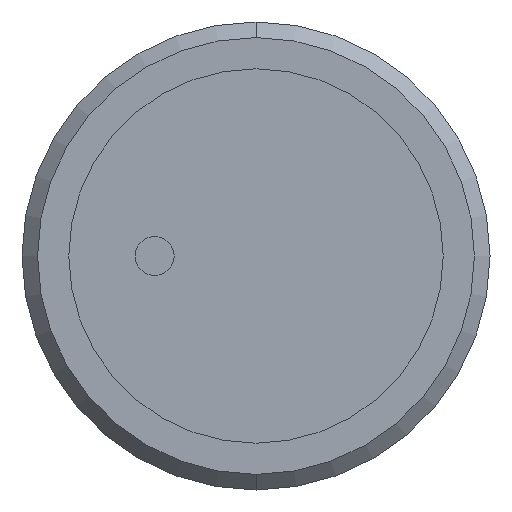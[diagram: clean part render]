
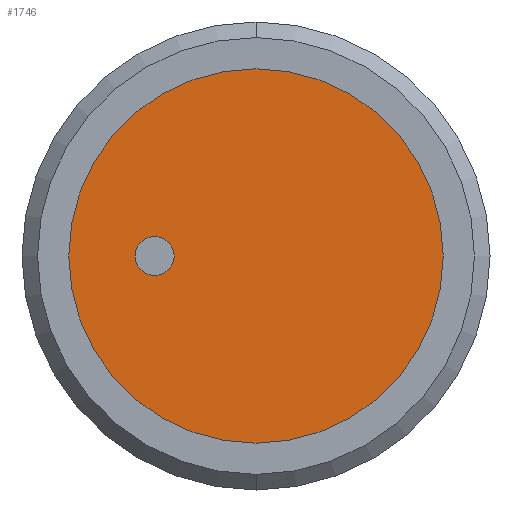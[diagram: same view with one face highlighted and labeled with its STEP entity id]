
A CAD part, front view. The second image highlights one B-rep face of the part: STEP entity #1746.
In plain terms, the highlighted planar face has unit normal (0, -1, 0).
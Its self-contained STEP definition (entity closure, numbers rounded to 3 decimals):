
#24 = CIRCLE ( 'NONE', #449, 1.25 ) ;
#49 = CIRCLE ( 'NONE', #414, 13.7 ) ;
#90 = CIRCLE ( 'NONE', #415, 1.25 ) ;
#161 = FACE_OUTER_BOUND ( 'NONE', #1162, .T. ) ;
#192 = FACE_BOUND ( 'NONE', #1287, .T. ) ;
#237 = CIRCLE ( 'NONE', #432, 13.7 ) ;
#366 = AXIS2_PLACEMENT_3D ( 'NONE', #1992, #1980, #1979 ) ;
#414 = AXIS2_PLACEMENT_3D ( 'NONE', #773, #771, #767 ) ;
#415 = AXIS2_PLACEMENT_3D ( 'NONE', #777, #776, #774 ) ;
#432 = AXIS2_PLACEMENT_3D ( 'NONE', #1049, #1048, #1047 ) ;
#449 = AXIS2_PLACEMENT_3D ( 'NONE', #758, #742, #747 ) ;
#508 = EDGE_CURVE ( 'NONE', #1343, #1483, #24, .T. ) ;
#536 = EDGE_CURVE ( 'NONE', #1432, #1097, #237, .T. ) ;
#602 = EDGE_CURVE ( 'NONE', #1483, #1343, #90, .T. ) ;
#603 = EDGE_CURVE ( 'NONE', #1097, #1432, #49, .T. ) ;
#653 = CARTESIAN_POINT ( 'NONE',  ( -6.5, 0., 1.25 ) ) ;
#714 = CARTESIAN_POINT ( 'NONE',  ( 0., 0., 13.7 ) ) ;
#742 = DIRECTION ( 'NONE',  ( 0., -1., 0. ) ) ;
#747 = DIRECTION ( 'NONE',  ( 0., 0., -1. ) ) ;
#758 = CARTESIAN_POINT ( 'NONE',  ( -6.5, 0., 0. ) ) ;
#767 = DIRECTION ( 'NONE',  ( 0., 0., 1. ) ) ;
#771 = DIRECTION ( 'NONE',  ( 0., -1., 0. ) ) ;
#773 = CARTESIAN_POINT ( 'NONE',  ( 0., 0., 0. ) ) ;
#774 = DIRECTION ( 'NONE',  ( 0., 0., -1. ) ) ;
#776 = DIRECTION ( 'NONE',  ( 0., -1., 0. ) ) ;
#777 = CARTESIAN_POINT ( 'NONE',  ( -6.5, 0., 0. ) ) ;
#996 = CARTESIAN_POINT ( 'NONE',  ( 0., 0., -13.7 ) ) ;
#1047 = DIRECTION ( 'NONE',  ( 0., 0., 1. ) ) ;
#1048 = DIRECTION ( 'NONE',  ( 0., -1., 0. ) ) ;
#1049 = CARTESIAN_POINT ( 'NONE',  ( 0., 0., 0. ) ) ;
#1097 = VERTEX_POINT ( 'NONE', #714 ) ;
#1162 = EDGE_LOOP ( 'NONE', ( #1466, #1288 ) ) ;
#1287 = EDGE_LOOP ( 'NONE', ( #1418, #1396 ) ) ;
#1288 = ORIENTED_EDGE ( 'NONE', *, *, #536, .T. ) ;
#1343 = VERTEX_POINT ( 'NONE', #653 ) ;
#1396 = ORIENTED_EDGE ( 'NONE', *, *, #508, .F. ) ;
#1418 = ORIENTED_EDGE ( 'NONE', *, *, #602, .F. ) ;
#1432 = VERTEX_POINT ( 'NONE', #996 ) ;
#1466 = ORIENTED_EDGE ( 'NONE', *, *, #603, .T. ) ;
#1483 = VERTEX_POINT ( 'NONE', #2065 ) ;
#1746 = ADVANCED_FACE ( 'NONE', ( #192, #161 ), #1982, .F. ) ;
#1979 = DIRECTION ( 'NONE',  ( 0., 0., 1. ) ) ;
#1980 = DIRECTION ( 'NONE',  ( 0., 1., 0. ) ) ;
#1982 = PLANE ( 'NONE',  #366 ) ;
#1992 = CARTESIAN_POINT ( 'NONE',  ( 0., 0., 0. ) ) ;
#2065 = CARTESIAN_POINT ( 'NONE',  ( -6.5, 0., -1.25 ) ) ;
